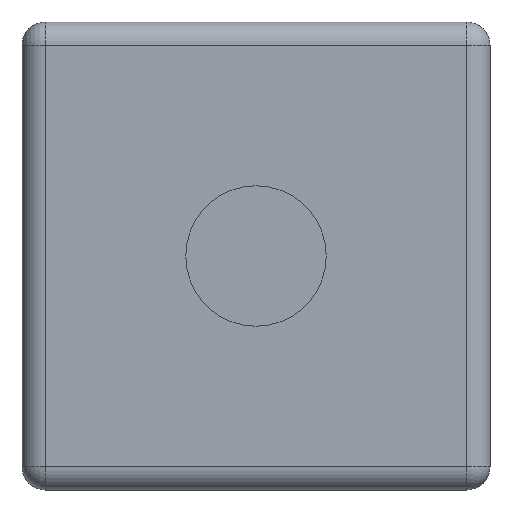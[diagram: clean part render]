
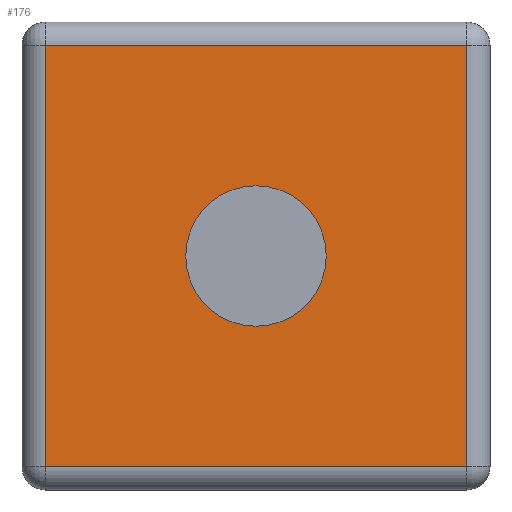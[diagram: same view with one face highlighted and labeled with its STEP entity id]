
A CAD part, front view. The second image highlights one B-rep face of the part: STEP entity #176.
In plain terms, the highlighted planar face has unit normal (0, -1, 0).
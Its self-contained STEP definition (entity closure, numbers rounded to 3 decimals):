
#14 = FACE_BOUND ( 'NONE', #736, .T. ) ;
#21 = EDGE_LOOP ( 'NONE', ( #746, #142, #224, #77 ) ) ;
#39 = DIRECTION ( 'NONE',  ( 0., 0., -1. ) ) ;
#44 = VERTEX_POINT ( 'NONE', #274 ) ;
#58 = DIRECTION ( 'NONE',  ( 0., 0., -1. ) ) ;
#61 = LINE ( 'NONE', #541, #651 ) ;
#71 = CARTESIAN_POINT ( 'NONE',  ( -9., 0., -9. ) ) ;
#72 = FACE_OUTER_BOUND ( 'NONE', #21, .T. ) ;
#77 = ORIENTED_EDGE ( 'NONE', *, *, #605, .T. ) ;
#94 = DIRECTION ( 'NONE',  ( 0., 0., -1. ) ) ;
#98 = CARTESIAN_POINT ( 'NONE',  ( 0., 0., 3. ) ) ;
#100 = EDGE_CURVE ( 'NONE', #44, #226, #61, .T. ) ;
#102 = VECTOR ( 'NONE', #94, 1000. ) ;
#134 = ORIENTED_EDGE ( 'NONE', *, *, #739, .F. ) ;
#137 = EDGE_CURVE ( 'NONE', #220, #44, #306, .T. ) ;
#142 = ORIENTED_EDGE ( 'NONE', *, *, #100, .T. ) ;
#152 = CARTESIAN_POINT ( 'NONE',  ( 9., 0., -9. ) ) ;
#176 = ADVANCED_FACE ( 'NONE', ( #14, #72 ), #587, .T. ) ;
#220 = VERTEX_POINT ( 'NONE', #319 ) ;
#224 = ORIENTED_EDGE ( 'NONE', *, *, #415, .T. ) ;
#226 = VERTEX_POINT ( 'NONE', #498 ) ;
#248 = DIRECTION ( 'NONE',  ( 0., 0., 1. ) ) ;
#250 = ORIENTED_EDGE ( 'NONE', *, *, #602, .F. ) ;
#252 = CARTESIAN_POINT ( 'NONE',  ( 0., 0., 0. ) ) ;
#274 = CARTESIAN_POINT ( 'NONE',  ( 9., 0., 9. ) ) ;
#300 = CIRCLE ( 'NONE', #511, 3. ) ;
#303 = CIRCLE ( 'NONE', #501, 3. ) ;
#306 = LINE ( 'NONE', #419, #526 ) ;
#319 = CARTESIAN_POINT ( 'NONE',  ( 9., 0., -9. ) ) ;
#377 = VERTEX_POINT ( 'NONE', #98 ) ;
#398 = VECTOR ( 'NONE', #445, 1000. ) ;
#403 = LINE ( 'NONE', #692, #102 ) ;
#415 = EDGE_CURVE ( 'NONE', #226, #475, #403, .T. ) ;
#419 = CARTESIAN_POINT ( 'NONE',  ( 9., 0., 9. ) ) ;
#421 = CARTESIAN_POINT ( 'NONE',  ( 0., 0., 0. ) ) ;
#428 = DIRECTION ( 'NONE',  ( 0., -1., 0. ) ) ;
#442 = CARTESIAN_POINT ( 'NONE',  ( 0., 0., -3. ) ) ;
#445 = DIRECTION ( 'NONE',  ( 1., 0., 0. ) ) ;
#466 = AXIS2_PLACEMENT_3D ( 'NONE', #252, #428, #58 ) ;
#475 = VERTEX_POINT ( 'NONE', #71 ) ;
#483 = DIRECTION ( 'NONE',  ( 0., -1., 0. ) ) ;
#498 = CARTESIAN_POINT ( 'NONE',  ( -9., 0., 9. ) ) ;
#501 = AXIS2_PLACEMENT_3D ( 'NONE', #421, #483, #505 ) ;
#505 = DIRECTION ( 'NONE',  ( 0., 0., -1. ) ) ;
#511 = AXIS2_PLACEMENT_3D ( 'NONE', #611, #616, #39 ) ;
#526 = VECTOR ( 'NONE', #248, 1000. ) ;
#541 = CARTESIAN_POINT ( 'NONE',  ( -9., 0., 9. ) ) ;
#587 = PLANE ( 'NONE',  #466 ) ;
#602 = EDGE_CURVE ( 'NONE', #377, #698, #303, .T. ) ;
#605 = EDGE_CURVE ( 'NONE', #475, #220, #665, .T. ) ;
#611 = CARTESIAN_POINT ( 'NONE',  ( 0., 0., 0. ) ) ;
#616 = DIRECTION ( 'NONE',  ( 0., -1., 0. ) ) ;
#650 = DIRECTION ( 'NONE',  ( -1., 0., 0. ) ) ;
#651 = VECTOR ( 'NONE', #650, 1000. ) ;
#665 = LINE ( 'NONE', #152, #398 ) ;
#692 = CARTESIAN_POINT ( 'NONE',  ( -9., 0., -9. ) ) ;
#698 = VERTEX_POINT ( 'NONE', #442 ) ;
#736 = EDGE_LOOP ( 'NONE', ( #134, #250 ) ) ;
#739 = EDGE_CURVE ( 'NONE', #698, #377, #300, .T. ) ;
#746 = ORIENTED_EDGE ( 'NONE', *, *, #137, .T. ) ;
